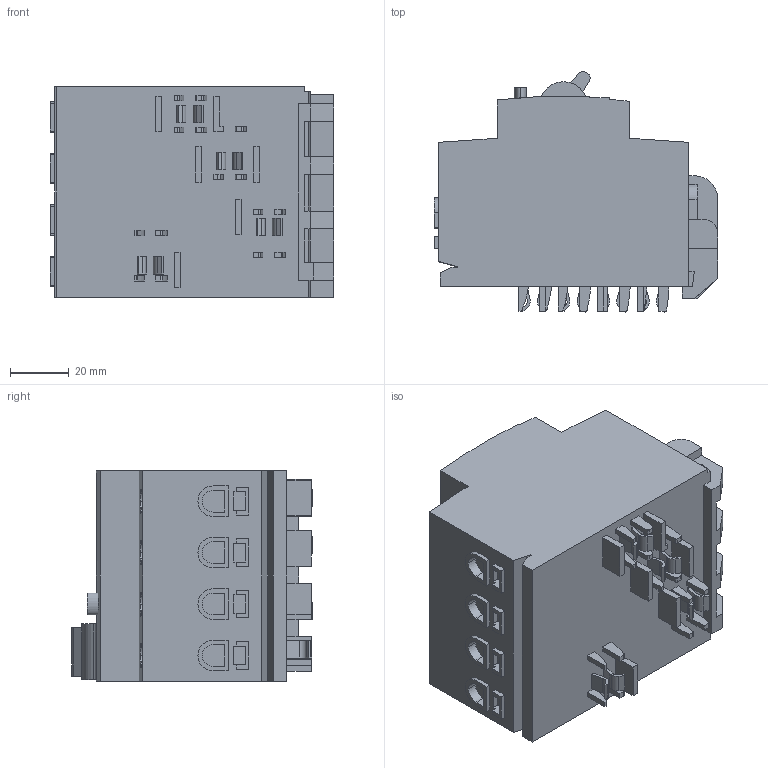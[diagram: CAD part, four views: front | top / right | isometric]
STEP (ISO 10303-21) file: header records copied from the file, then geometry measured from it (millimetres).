
FILE_DESCRIPTION (( 'STEP AP214' ), '1' );
FILE_NAME ('Lastschalter IS404.STEP', '2019-04-01T14:22:16', ( '' ), ( '' ), 'SwSTEP 2.0', 'SolidWorks 2018', '' );
FILE_SCHEMA (( 'AUTOMOTIVE_DESIGN' ));
Length unit declared in the file: millimetre
Products named in the file (1): Lastschalter IS404
Bounding box: 96.5 x 81.95 x 71.6 mm (x, y, z)
Volume: 362569.8 mm3; surface area: 42551.2 mm2
Topology: 2 solids, 2 shells, 433 faces, 1134 edges, 756 vertices
Faces by surface type: plane 324, cylinder 107, bspline 2
Entity records: 13331 total; most frequent: CARTESIAN_POINT 2450, ORIENTED_EDGE 2268, DIRECTION 2178, EDGE_CURVE 1134, VECTOR 914, LINE 914, VERTEX_POINT 756, AXIS2_PLACEMENT_3D 632
